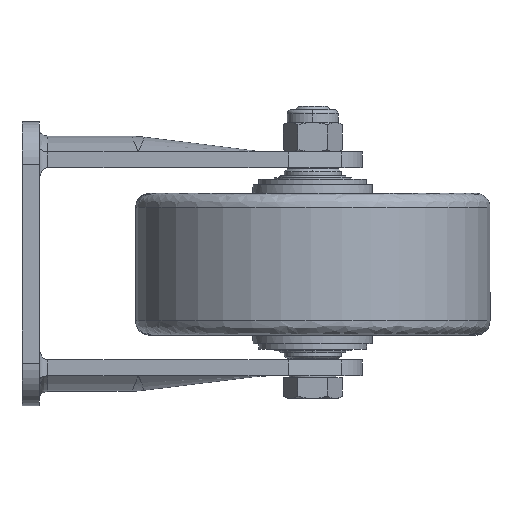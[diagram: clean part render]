
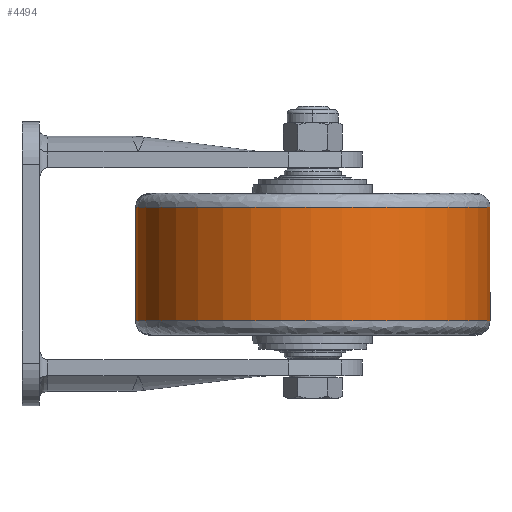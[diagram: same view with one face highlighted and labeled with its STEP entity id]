
A CAD part, left-side view. The second image highlights one B-rep face of the part: STEP entity #4494.
In plain terms, the highlighted cylindrical face has radius 62.5 mm (diameter 125 mm), a partial arc.
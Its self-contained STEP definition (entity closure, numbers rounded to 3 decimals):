
#66 = CARTESIAN_POINT ( 'NONE',  ( 57., -40., -70.139 ) ) ;
#242 = AXIS2_PLACEMENT_3D ( 'NONE', #6916, #10874, #10915 ) ;
#342 = DIRECTION ( 'NONE',  ( -0.018, -1., 0. ) ) ;
#406 = VERTEX_POINT ( 'NONE', #66 ) ;
#794 = CARTESIAN_POINT ( 'NONE',  ( 55.851, -164.989, -30.139 ) ) ;
#904 = AXIS2_PLACEMENT_3D ( 'NONE', #2224, #7047, #342 ) ;
#1561 = CIRCLE ( 'NONE', #9711, 62.5 ) ;
#2085 = CARTESIAN_POINT ( 'NONE',  ( 57., -165., 151.638 ) ) ;
#2105 = DIRECTION ( 'NONE',  ( -0.018, -1., 0. ) ) ;
#2224 = CARTESIAN_POINT ( 'NONE',  ( 57., -102.5, -30.139 ) ) ;
#2425 = DIRECTION ( 'NONE',  ( 0., 0., -1. ) ) ;
#2707 = ORIENTED_EDGE ( 'NONE', *, *, #3629, .F. ) ;
#2727 = LINE ( 'NONE', #9784, #7740 ) ;
#2818 = DIRECTION ( 'NONE',  ( 0.018, 1., 0. ) ) ;
#2980 = EDGE_LOOP ( 'NONE', ( #6235, #11676, #6745, #5707, #2707, #6256 ) ) ;
#3066 = DIRECTION ( 'NONE',  ( 0., 0., -1. ) ) ;
#3629 = EDGE_CURVE ( 'NONE', #3960, #406, #1561, .T. ) ;
#3808 = CYLINDRICAL_SURFACE ( 'NONE', #242, 62.5 ) ;
#3913 = VERTEX_POINT ( 'NONE', #10803 ) ;
#3960 = VERTEX_POINT ( 'NONE', #5987 ) ;
#4409 = VECTOR ( 'NONE', #3066, 1000. ) ;
#4494 = ADVANCED_FACE ( 'NONE', ( #8697 ), #3808, .T. ) ;
#5427 = CARTESIAN_POINT ( 'NONE',  ( 57., -40., -30.139 ) ) ;
#5631 = CARTESIAN_POINT ( 'NONE',  ( 57., -102.5, -70.139 ) ) ;
#5679 = EDGE_CURVE ( 'NONE', #10942, #406, #2727, .T. ) ;
#5707 = ORIENTED_EDGE ( 'NONE', *, *, #5679, .T. ) ;
#5987 = CARTESIAN_POINT ( 'NONE',  ( 55.851, -164.989, -70.139 ) ) ;
#6082 = VERTEX_POINT ( 'NONE', #10473 ) ;
#6235 = ORIENTED_EDGE ( 'NONE', *, *, #9870, .F. ) ;
#6256 = ORIENTED_EDGE ( 'NONE', *, *, #6489, .F. ) ;
#6489 = EDGE_CURVE ( 'NONE', #3913, #3960, #11508, .T. ) ;
#6533 = LINE ( 'NONE', #2085, #4409 ) ;
#6745 = ORIENTED_EDGE ( 'NONE', *, *, #9492, .F. ) ;
#6886 = CARTESIAN_POINT ( 'NONE',  ( 57., -102.5, -30.139 ) ) ;
#6916 = CARTESIAN_POINT ( 'NONE',  ( 57., -102.5, 151.638 ) ) ;
#7047 = DIRECTION ( 'NONE',  ( 0., 0., 1. ) ) ;
#7385 = DIRECTION ( 'NONE',  ( 0.018, 1., 0. ) ) ;
#7501 = CIRCLE ( 'NONE', #904, 62.5 ) ;
#7582 = DIRECTION ( 'NONE',  ( 0., 0., -1. ) ) ;
#7740 = VECTOR ( 'NONE', #7767, 1000. ) ;
#7760 = EDGE_CURVE ( 'NONE', #9312, #6082, #7501, .T. ) ;
#7767 = DIRECTION ( 'NONE',  ( 0., 0., -1. ) ) ;
#8697 = FACE_OUTER_BOUND ( 'NONE', #2980, .T. ) ;
#9312 = VERTEX_POINT ( 'NONE', #794 ) ;
#9477 = AXIS2_PLACEMENT_3D ( 'NONE', #5631, #7582, #2818 ) ;
#9492 = EDGE_CURVE ( 'NONE', #10942, #9312, #10691, .T. ) ;
#9711 = AXIS2_PLACEMENT_3D ( 'NONE', #10363, #2425, #7385 ) ;
#9784 = CARTESIAN_POINT ( 'NONE',  ( 57., -40., 151.638 ) ) ;
#9870 = EDGE_CURVE ( 'NONE', #6082, #3913, #6533, .T. ) ;
#10363 = CARTESIAN_POINT ( 'NONE',  ( 57., -102.5, -70.139 ) ) ;
#10473 = CARTESIAN_POINT ( 'NONE',  ( 57., -165., -30.139 ) ) ;
#10691 = CIRCLE ( 'NONE', #11872, 62.5 ) ;
#10762 = DIRECTION ( 'NONE',  ( 0., 0., 1. ) ) ;
#10803 = CARTESIAN_POINT ( 'NONE',  ( 57., -165., -70.139 ) ) ;
#10874 = DIRECTION ( 'NONE',  ( 0., 0., -1. ) ) ;
#10915 = DIRECTION ( 'NONE',  ( 0., 1., 0. ) ) ;
#10942 = VERTEX_POINT ( 'NONE', #5427 ) ;
#11508 = CIRCLE ( 'NONE', #9477, 62.5 ) ;
#11676 = ORIENTED_EDGE ( 'NONE', *, *, #7760, .F. ) ;
#11872 = AXIS2_PLACEMENT_3D ( 'NONE', #6886, #10762, #2105 ) ;
